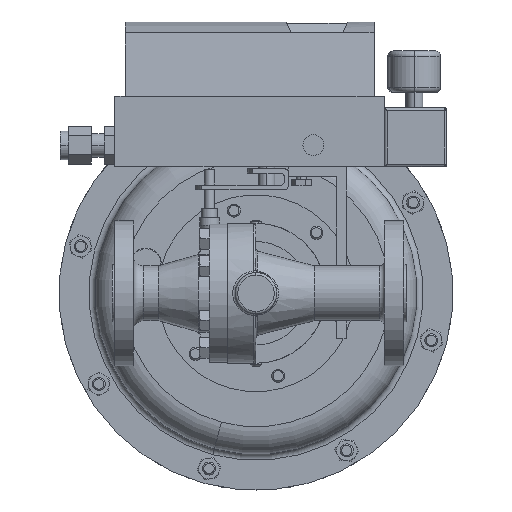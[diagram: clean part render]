
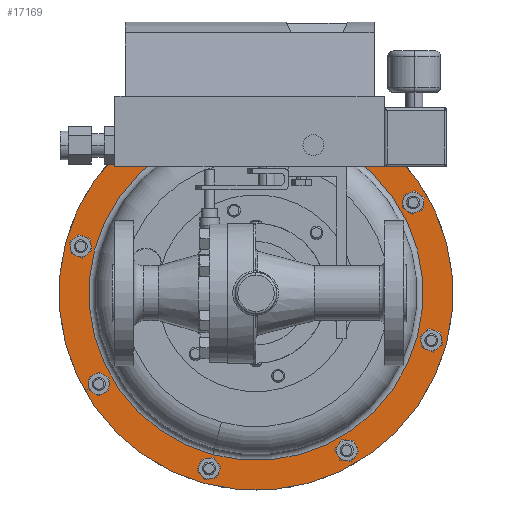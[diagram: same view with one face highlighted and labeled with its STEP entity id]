
A CAD part, front view. The second image highlights one B-rep face of the part: STEP entity #17169.
In plain terms, the highlighted planar face has unit normal (0, -1, 0).
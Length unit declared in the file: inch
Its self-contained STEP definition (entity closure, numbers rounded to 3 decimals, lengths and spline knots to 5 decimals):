
#413 = CARTESIAN_POINT ( 'NONE',  ( 1.75959, 10.64706, 7.05001 ) ) ;
#1603 = CARTESIAN_POINT ( 'NONE',  ( 0.71681, 10.64706, 3.15829 ) ) ;
#3249 = CARTESIAN_POINT ( 'NONE',  ( -0.51258, 10.64706, -1.42985 ) ) ;
#4062 = DIRECTION ( 'NONE',  ( -0.259, 0., -0.966 ) ) ;
#4324 = CARTESIAN_POINT ( 'NONE',  ( 0.71681, 10.64706, 3.15829 ) ) ;
#5016 = CIRCLE ( 'NONE', #9490, 4.75 ) ;
#5247 = CARTESIAN_POINT ( 'NONE',  ( 0.71681, 10.64706, 3.15829 ) ) ;
#5490 = ORIENTED_EDGE ( 'NONE', *, *, #9884, .F. ) ;
#5710 = EDGE_LOOP ( 'NONE', ( #5490, #5752 ) ) ;
#5752 = ORIENTED_EDGE ( 'NONE', *, *, #19589, .F. ) ;
#6099 = PLANE ( 'NONE',  #20709 ) ;
#6785 = DIRECTION ( 'NONE',  ( -0.259, 0., -0.966 ) ) ;
#7705 = DIRECTION ( 'NONE',  ( -0.259, 0., -0.966 ) ) ;
#8563 = DIRECTION ( 'NONE',  ( 0., -1., 0. ) ) ;
#8852 = AXIS2_PLACEMENT_3D ( 'NONE', #11838, #28921, #14299 ) ;
#9490 = AXIS2_PLACEMENT_3D ( 'NONE', #4324, #21364, #6785 ) ;
#9884 = EDGE_CURVE ( 'NONE', #19232, #20317, #5016, .T. ) ;
#10941 = CIRCLE ( 'NONE', #21774, 4.029 ) ;
#11838 = CARTESIAN_POINT ( 'NONE',  ( 0.71681, 10.64706, 3.15829 ) ) ;
#13259 = ORIENTED_EDGE ( 'NONE', *, *, #22050, .T. ) ;
#13351 = CIRCLE ( 'NONE', #8852, 4.75 ) ;
#14299 = DIRECTION ( 'NONE',  ( -0.259, 0., -0.966 ) ) ;
#15567 = AXIS2_PLACEMENT_3D ( 'NONE', #1603, #18641, #4062 ) ;
#17169 = ADVANCED_FACE ( 'NONE', ( #28230, #26712 ), #6099, .T. ) ;
#17831 = EDGE_LOOP ( 'NONE', ( #13259, #18911 ) ) ;
#18462 = CARTESIAN_POINT ( 'NONE',  ( 1.9462, 10.64706, 7.74644 ) ) ;
#18641 = DIRECTION ( 'NONE',  ( 0., 1., 0. ) ) ;
#18911 = ORIENTED_EDGE ( 'NONE', *, *, #25756, .T. ) ;
#19232 = VERTEX_POINT ( 'NONE', #3249 ) ;
#19589 = EDGE_CURVE ( 'NONE', #20317, #19232, #13351, .T. ) ;
#20317 = VERTEX_POINT ( 'NONE', #18462 ) ;
#20489 = CARTESIAN_POINT ( 'NONE',  ( -3.87134, 10.64706, 4.38768 ) ) ;
#20709 = AXIS2_PLACEMENT_3D ( 'NONE', #20489, #8563, #25616 ) ;
#21364 = DIRECTION ( 'NONE',  ( 0., 1., 0. ) ) ;
#21739 = CARTESIAN_POINT ( 'NONE',  ( -0.32597, 10.64706, -0.73342 ) ) ;
#21774 = AXIS2_PLACEMENT_3D ( 'NONE', #5247, #22284, #7705 ) ;
#22050 = EDGE_CURVE ( 'NONE', #27804, #29729, #10941, .T. ) ;
#22284 = DIRECTION ( 'NONE',  ( 0., 1., 0. ) ) ;
#25616 = DIRECTION ( 'NONE',  ( 0.259, 0., 0.966 ) ) ;
#25756 = EDGE_CURVE ( 'NONE', #29729, #27804, #30653, .T. ) ;
#26712 = FACE_OUTER_BOUND ( 'NONE', #5710, .T. ) ;
#27804 = VERTEX_POINT ( 'NONE', #21739 ) ;
#28230 = FACE_BOUND ( 'NONE', #17831, .T. ) ;
#28921 = DIRECTION ( 'NONE',  ( 0., 1., 0. ) ) ;
#29729 = VERTEX_POINT ( 'NONE', #413 ) ;
#30653 = CIRCLE ( 'NONE', #15567, 4.029 ) ;
